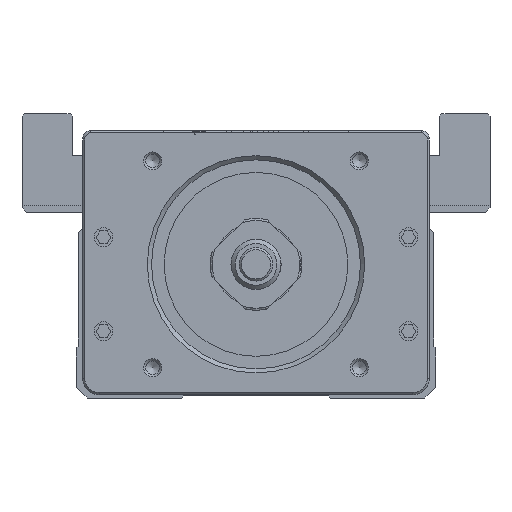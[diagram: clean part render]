
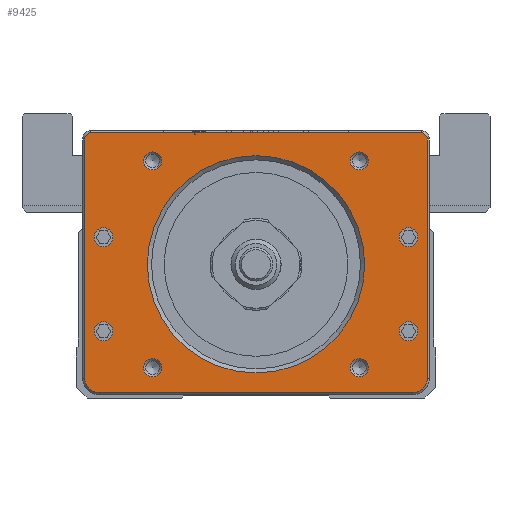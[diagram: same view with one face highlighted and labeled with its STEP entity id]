
A CAD part, front view. The second image highlights one B-rep face of the part: STEP entity #9425.
In plain terms, the highlighted planar face has unit normal (0, -1, 0).
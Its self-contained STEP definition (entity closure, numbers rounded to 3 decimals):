
#596=PLANE('',#31002);
#3337=LINE('',#43202,#6320);
#3338=LINE('',#43207,#6321);
#3339=LINE('',#43211,#6322);
#3340=LINE('',#43215,#6323);
#6320=VECTOR('',#34299,1.);
#6321=VECTOR('',#34302,1.);
#6322=VECTOR('',#34305,1.);
#6323=VECTOR('',#34308,1.);
#9425=ADVANCED_FACE('',(#11340,#11341,#11342,#11343,#11344,#11345,#11346,
#11347,#11348,#11349),#596,.F.);
#11340=FACE_BOUND('',#12377,.T.);
#11341=FACE_BOUND('',#12378,.T.);
#11342=FACE_BOUND('',#12379,.T.);
#11343=FACE_BOUND('',#12380,.T.);
#11344=FACE_BOUND('',#12381,.T.);
#11345=FACE_BOUND('',#12382,.T.);
#11346=FACE_BOUND('',#12383,.T.);
#11347=FACE_BOUND('',#12384,.T.);
#11348=FACE_BOUND('',#12385,.T.);
#11349=FACE_BOUND('',#12386,.T.);
#12377=EDGE_LOOP('',(#15197));
#12378=EDGE_LOOP('',(#15198));
#12379=EDGE_LOOP('',(#15199));
#12380=EDGE_LOOP('',(#15200));
#12381=EDGE_LOOP('',(#15201));
#12382=EDGE_LOOP('',(#15202,#15203,#15204,#15205,#15206,#15207,#15208,#15209));
#12383=EDGE_LOOP('',(#15210));
#12384=EDGE_LOOP('',(#15211));
#12385=EDGE_LOOP('',(#15212));
#12386=EDGE_LOOP('',(#15213));
#15197=ORIENTED_EDGE('',*,*,#26193,.T.);
#15198=ORIENTED_EDGE('',*,*,#26194,.T.);
#15199=ORIENTED_EDGE('',*,*,#26195,.T.);
#15200=ORIENTED_EDGE('',*,*,#26196,.T.);
#15201=ORIENTED_EDGE('',*,*,#26197,.T.);
#15202=ORIENTED_EDGE('',*,*,#26198,.T.);
#15203=ORIENTED_EDGE('',*,*,#26199,.T.);
#15204=ORIENTED_EDGE('',*,*,#26200,.T.);
#15205=ORIENTED_EDGE('',*,*,#26201,.T.);
#15206=ORIENTED_EDGE('',*,*,#26202,.T.);
#15207=ORIENTED_EDGE('',*,*,#26203,.T.);
#15208=ORIENTED_EDGE('',*,*,#26204,.T.);
#15209=ORIENTED_EDGE('',*,*,#26205,.T.);
#15210=ORIENTED_EDGE('',*,*,#26206,.T.);
#15211=ORIENTED_EDGE('',*,*,#26207,.T.);
#15212=ORIENTED_EDGE('',*,*,#26208,.T.);
#15213=ORIENTED_EDGE('',*,*,#26209,.T.);
#23232=VERTEX_POINT('',#43193);
#23233=VERTEX_POINT('',#43195);
#23234=VERTEX_POINT('',#43197);
#23235=VERTEX_POINT('',#43199);
#23236=VERTEX_POINT('',#43201);
#23237=VERTEX_POINT('',#43203);
#23238=VERTEX_POINT('',#43204);
#23239=VERTEX_POINT('',#43206);
#23240=VERTEX_POINT('',#43208);
#23241=VERTEX_POINT('',#43210);
#23242=VERTEX_POINT('',#43212);
#23243=VERTEX_POINT('',#43214);
#23244=VERTEX_POINT('',#43216);
#23245=VERTEX_POINT('',#43219);
#23246=VERTEX_POINT('',#43221);
#23247=VERTEX_POINT('',#43223);
#23248=VERTEX_POINT('',#43225);
#26193=EDGE_CURVE('',#23232,#23232,#29936,.T.);
#26194=EDGE_CURVE('',#23233,#23233,#29937,.T.);
#26195=EDGE_CURVE('',#23234,#23234,#29938,.T.);
#26196=EDGE_CURVE('',#23235,#23235,#29939,.T.);
#26197=EDGE_CURVE('',#23236,#23236,#29940,.T.);
#26198=EDGE_CURVE('',#23237,#23238,#3337,.T.);
#26199=EDGE_CURVE('',#23238,#23239,#29941,.T.);
#26200=EDGE_CURVE('',#23239,#23240,#3338,.T.);
#26201=EDGE_CURVE('',#23240,#23241,#29942,.T.);
#26202=EDGE_CURVE('',#23241,#23242,#3339,.T.);
#26203=EDGE_CURVE('',#23242,#23243,#29943,.T.);
#26204=EDGE_CURVE('',#23243,#23244,#3340,.T.);
#26205=EDGE_CURVE('',#23244,#23237,#29944,.T.);
#26206=EDGE_CURVE('',#23245,#23245,#29945,.T.);
#26207=EDGE_CURVE('',#23246,#23246,#29946,.T.);
#26208=EDGE_CURVE('',#23247,#23247,#29947,.T.);
#26209=EDGE_CURVE('',#23248,#23248,#29948,.T.);
#29936=CIRCLE('',#30989,2.15);
#29937=CIRCLE('',#30990,2.15);
#29938=CIRCLE('',#30991,2.15);
#29939=CIRCLE('',#30992,2.15);
#29940=CIRCLE('',#30993,26.);
#29941=CIRCLE('',#30994,1.5);
#29942=CIRCLE('',#30995,1.5);
#29943=CIRCLE('',#30996,3.5);
#29944=CIRCLE('',#30997,3.5);
#29945=CIRCLE('',#30998,2.25);
#29946=CIRCLE('',#30999,2.25);
#29947=CIRCLE('',#31000,2.25);
#29948=CIRCLE('',#31001,2.25);
#30989=AXIS2_PLACEMENT_3D('',#43192,#34289,#34290);
#30990=AXIS2_PLACEMENT_3D('',#43194,#34291,#34292);
#30991=AXIS2_PLACEMENT_3D('',#43196,#34293,#34294);
#30992=AXIS2_PLACEMENT_3D('',#43198,#34295,#34296);
#30993=AXIS2_PLACEMENT_3D('',#43200,#34297,#34298);
#30994=AXIS2_PLACEMENT_3D('',#43205,#34300,#34301);
#30995=AXIS2_PLACEMENT_3D('',#43209,#34303,#34304);
#30996=AXIS2_PLACEMENT_3D('',#43213,#34306,#34307);
#30997=AXIS2_PLACEMENT_3D('',#43217,#34309,#34310);
#30998=AXIS2_PLACEMENT_3D('',#43218,#34311,#34312);
#30999=AXIS2_PLACEMENT_3D('',#43220,#34313,#34314);
#31000=AXIS2_PLACEMENT_3D('',#43222,#34315,#34316);
#31001=AXIS2_PLACEMENT_3D('',#43224,#34317,#34318);
#31002=AXIS2_PLACEMENT_3D('',#43226,#34319,#34320);
#34289=DIRECTION('',(0.,1.,0.));
#34290=DIRECTION('',(0.,0.,1.));
#34291=DIRECTION('',(0.,1.,0.));
#34292=DIRECTION('',(0.,0.,1.));
#34293=DIRECTION('',(0.,1.,0.));
#34294=DIRECTION('',(0.,0.,1.));
#34295=DIRECTION('',(0.,1.,0.));
#34296=DIRECTION('',(0.,0.,1.));
#34297=DIRECTION('',(0.,1.,0.));
#34298=DIRECTION('',(0.,0.,1.));
#34299=DIRECTION('',(0.,0.,1.));
#34300=DIRECTION('',(0.,-1.,0.));
#34301=DIRECTION('',(0.,0.,1.));
#34302=DIRECTION('',(-1.,0.,0.));
#34303=DIRECTION('',(0.,-1.,0.));
#34304=DIRECTION('',(0.,0.,1.));
#34305=DIRECTION('',(0.,0.,-1.));
#34306=DIRECTION('',(0.,-1.,0.));
#34307=DIRECTION('',(0.,0.,1.));
#34308=DIRECTION('',(1.,0.,0.));
#34309=DIRECTION('',(0.,-1.,0.));
#34310=DIRECTION('',(0.,0.,1.));
#34311=DIRECTION('',(0.,1.,0.));
#34312=DIRECTION('',(0.,0.,1.));
#34313=DIRECTION('',(0.,1.,0.));
#34314=DIRECTION('',(0.,0.,1.));
#34315=DIRECTION('',(0.,1.,0.));
#34316=DIRECTION('',(0.,0.,1.));
#34317=DIRECTION('',(0.,1.,0.));
#34318=DIRECTION('',(0.,0.,1.));
#34319=DIRECTION('',(0.,1.,0.));
#34320=DIRECTION('',(0.,0.,-1.));
#43192=CARTESIAN_POINT('',(-24.749,-236.633,7.251));
#43193=CARTESIAN_POINT('',(-24.749,-236.633,9.401));
#43194=CARTESIAN_POINT('',(24.749,-236.633,56.749));
#43195=CARTESIAN_POINT('',(24.749,-236.633,58.899));
#43196=CARTESIAN_POINT('',(-24.749,-236.633,56.749));
#43197=CARTESIAN_POINT('',(-24.749,-236.633,58.899));
#43198=CARTESIAN_POINT('',(24.749,-236.633,7.251));
#43199=CARTESIAN_POINT('',(24.749,-236.633,9.401));
#43200=CARTESIAN_POINT('',(0.,-236.633,32.));
#43201=CARTESIAN_POINT('',(0.,-236.633,58.));
#43202=CARTESIAN_POINT('',(41.,-236.633,60.));
#43203=CARTESIAN_POINT('',(41.,-236.633,4.8));
#43204=CARTESIAN_POINT('',(41.,-236.633,62.));
#43205=CARTESIAN_POINT('',(39.5,-236.633,62.));
#43206=CARTESIAN_POINT('',(39.5,-236.633,63.5));
#43207=CARTESIAN_POINT('',(39.,-236.633,63.5));
#43208=CARTESIAN_POINT('',(-39.5,-236.633,63.5));
#43209=CARTESIAN_POINT('',(-39.5,-236.633,62.));
#43210=CARTESIAN_POINT('',(-41.,-236.633,62.));
#43211=CARTESIAN_POINT('',(-41.,-236.633,60.));
#43212=CARTESIAN_POINT('',(-41.,-236.633,4.8));
#43213=CARTESIAN_POINT('',(-37.5,-236.633,4.8));
#43214=CARTESIAN_POINT('',(-37.5,-236.633,1.3));
#43215=CARTESIAN_POINT('',(39.,-236.633,1.3));
#43216=CARTESIAN_POINT('',(37.5,-236.633,1.3));
#43217=CARTESIAN_POINT('',(37.5,-236.633,4.8));
#43218=CARTESIAN_POINT('',(-36.5,-236.633,38.5));
#43219=CARTESIAN_POINT('',(-36.5,-236.633,40.75));
#43220=CARTESIAN_POINT('',(-36.5,-236.633,16.));
#43221=CARTESIAN_POINT('',(-36.5,-236.633,18.25));
#43222=CARTESIAN_POINT('',(36.5,-236.633,38.5));
#43223=CARTESIAN_POINT('',(36.5,-236.633,40.75));
#43224=CARTESIAN_POINT('',(36.5,-236.633,16.));
#43225=CARTESIAN_POINT('',(36.5,-236.633,18.25));
#43226=CARTESIAN_POINT('',(39.,-236.633,60.));
